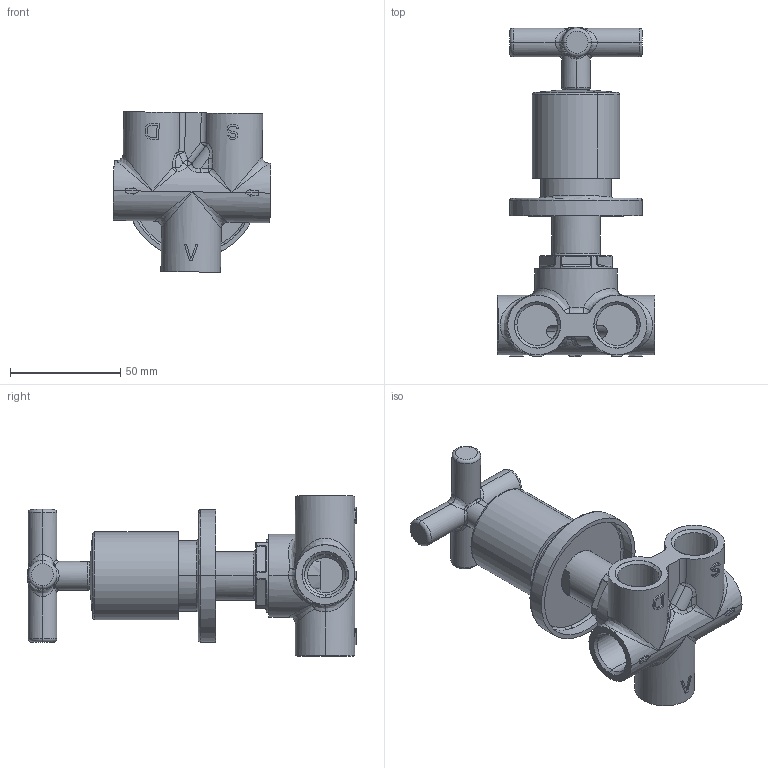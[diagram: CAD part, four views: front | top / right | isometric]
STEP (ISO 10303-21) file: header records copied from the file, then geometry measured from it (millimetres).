
FILE_DESCRIPTION(('CATIA V5 STEP Exchange','CAx-IF Rec.Pracs.--- Model Styling and Organization---1.5--- 2016-08-15','CAx-IF Rec.Pracs.---Supplemental Geometry---1.0---2011-11-01','CAx-IF Rec.Pracs.--- Composite Materials ---3.4---2017-06-13','CAx-IF Rec.Pracs.---Tessellated 3D Geometry---1.0---2015-12-17'),'2;1');
FILE_NAME('PRSU000270 x Rendering.stp','2024-02-02T10:16:27+00:00',('none'),('none'),'CATIA Version 5-6 Release 2020 SP2','CATIA V5 STEP AP242 v2','none');
FILE_SCHEMA(('AP242_MANAGED_MODEL_BASED_3D_ENGINEERING_MIM_LF {1 0 10303 442 1 1 4}'));
Length unit declared in the file: millimetre
Products named in the file (1): PRSU000270_AllCATPart
Bounding box: 71.42 x 149 x 72.76 mm (x, y, z)
Volume: 137909 mm3; surface area: 81114.8 mm2
Topology: 15 solids, 34 shells, 1516 faces, 4316 edges, 2884 vertices
Faces by surface type: plane 676, cylinder 408, torus 223, cone 76, bspline 75, extrusion 44, sphere 14
Entity records: 55626 total; most frequent: CARTESIAN_POINT 20731, ORIENTED_EDGE 8482, DIRECTION 4990, EDGE_CURVE 4299, VERTEX_POINT 2884, AXIS2_PLACEMENT_3D 2379, VECTOR 1657, EDGE_LOOP 1623
